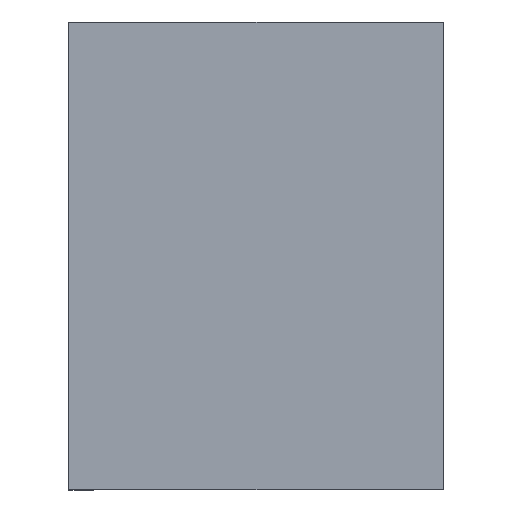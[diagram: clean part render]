
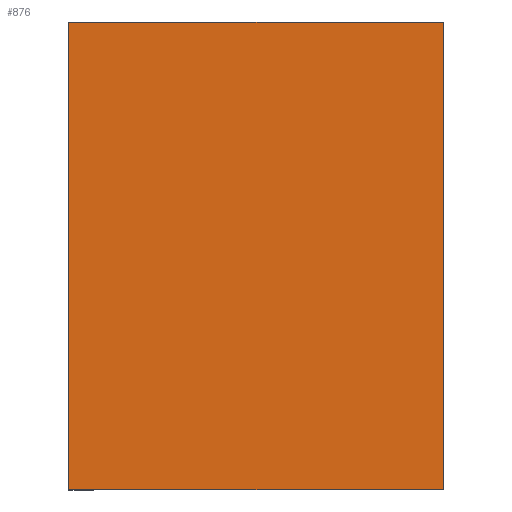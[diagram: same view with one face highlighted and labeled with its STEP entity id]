
A CAD part, left-side view. The second image highlights one B-rep face of the part: STEP entity #876.
In plain terms, the highlighted planar face has unit normal (-1, 0, 0).
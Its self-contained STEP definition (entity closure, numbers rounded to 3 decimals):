
#12 = DIRECTION ( 'NONE',  ( 1., 0., 0. ) ) ;
#77 = VECTOR ( 'NONE', #542, 1000. ) ;
#84 = CARTESIAN_POINT ( 'NONE',  ( -0.5, 0., 0.25 ) ) ;
#104 = ORIENTED_EDGE ( 'NONE', *, *, #271, .F. ) ;
#123 = CARTESIAN_POINT ( 'NONE',  ( -0.5, 0.4, 0.25 ) ) ;
#144 = LINE ( 'NONE', #1007, #506 ) ;
#162 = VERTEX_POINT ( 'NONE', #1002 ) ;
#185 = PLANE ( 'NONE',  #322 ) ;
#191 = CARTESIAN_POINT ( 'NONE',  ( -0.5, 0.4, 0.25 ) ) ;
#231 = EDGE_CURVE ( 'NONE', #395, #425, #799, .T. ) ;
#271 = EDGE_CURVE ( 'NONE', #162, #1118, #144, .T. ) ;
#322 = AXIS2_PLACEMENT_3D ( 'NONE', #191, #12, #380 ) ;
#380 = DIRECTION ( 'NONE',  ( 0., 0., -1. ) ) ;
#395 = VERTEX_POINT ( 'NONE', #1019 ) ;
#425 = VERTEX_POINT ( 'NONE', #84 ) ;
#484 = FACE_OUTER_BOUND ( 'NONE', #1115, .T. ) ;
#506 = VECTOR ( 'NONE', #1188, 1000. ) ;
#507 = CARTESIAN_POINT ( 'NONE',  ( -0.5, 0.4, -0.25 ) ) ;
#517 = DIRECTION ( 'NONE',  ( 0., -1., 0. ) ) ;
#518 = DIRECTION ( 'NONE',  ( 0., 0., 1. ) ) ;
#542 = DIRECTION ( 'NONE',  ( 0., -1., 0. ) ) ;
#595 = EDGE_CURVE ( 'NONE', #162, #395, #620, .T. ) ;
#620 = LINE ( 'NONE', #507, #1100 ) ;
#663 = ORIENTED_EDGE ( 'NONE', *, *, #595, .T. ) ;
#672 = ORIENTED_EDGE ( 'NONE', *, *, #1208, .F. ) ;
#799 = LINE ( 'NONE', #1082, #1047 ) ;
#876 = ADVANCED_FACE ( 'NONE', ( #484 ), #185, .F. ) ;
#923 = LINE ( 'NONE', #1180, #77 ) ;
#988 = ORIENTED_EDGE ( 'NONE', *, *, #231, .T. ) ;
#1002 = CARTESIAN_POINT ( 'NONE',  ( -0.5, 0.4, -0.25 ) ) ;
#1007 = CARTESIAN_POINT ( 'NONE',  ( -0.5, 0.4, 0.25 ) ) ;
#1019 = CARTESIAN_POINT ( 'NONE',  ( -0.5, 0., -0.25 ) ) ;
#1047 = VECTOR ( 'NONE', #518, 1000. ) ;
#1082 = CARTESIAN_POINT ( 'NONE',  ( -0.5, 0., 0.25 ) ) ;
#1100 = VECTOR ( 'NONE', #517, 1000. ) ;
#1115 = EDGE_LOOP ( 'NONE', ( #988, #672, #104, #663 ) ) ;
#1118 = VERTEX_POINT ( 'NONE', #123 ) ;
#1180 = CARTESIAN_POINT ( 'NONE',  ( -0.5, 0.4, 0.25 ) ) ;
#1188 = DIRECTION ( 'NONE',  ( 0., 0., 1. ) ) ;
#1208 = EDGE_CURVE ( 'NONE', #1118, #425, #923, .T. ) ;
